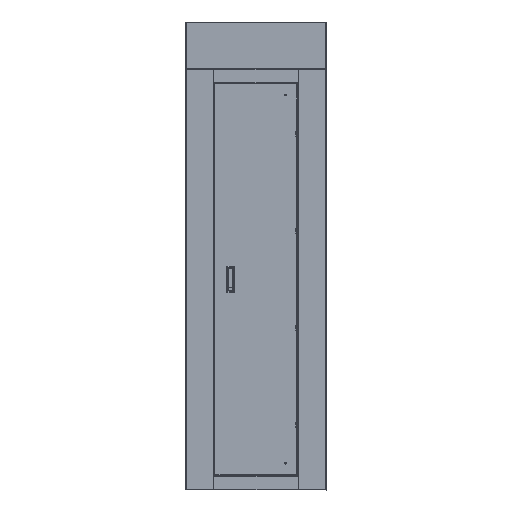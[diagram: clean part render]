
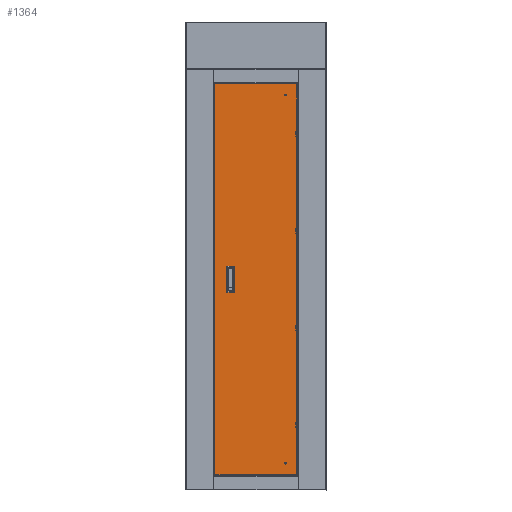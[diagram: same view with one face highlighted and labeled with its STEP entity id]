
A CAD part, top view. The second image highlights one B-rep face of the part: STEP entity #1364.
In plain terms, the highlighted planar face has unit normal (0, 0, 1).
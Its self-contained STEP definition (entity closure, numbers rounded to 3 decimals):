
#1095 = EDGE_CURVE ( 'NONE', #29071, #1735, #20878, .T. ) ;
#1364 = ADVANCED_FACE ( 'NONE', ( #26978, #71356 ), #48739, .F. ) ;
#1735 = VERTEX_POINT ( 'NONE', #8369 ) ;
#3111 = CARTESIAN_POINT ( 'NONE',  ( 286.612, -869.555, 1340.667 ) ) ;
#3435 = VECTOR ( 'NONE', #32918, 1000. ) ;
#3762 = CARTESIAN_POINT ( 'NONE',  ( -65.388, 804.445, 1340.667 ) ) ;
#3864 = VERTEX_POINT ( 'NONE', #7404 ) ;
#6721 = AXIS2_PLACEMENT_3D ( 'NONE', #55696, #16166, #62238 ) ;
#7404 = CARTESIAN_POINT ( 'NONE',  ( 286.612, 804.445, 1340.667 ) ) ;
#8369 = CARTESIAN_POINT ( 'NONE',  ( 17.612, -87.555, 1340.667 ) ) ;
#8885 = VERTEX_POINT ( 'NONE', #57989 ) ;
#10147 = CARTESIAN_POINT ( 'NONE',  ( 17.612, -86.555, 1340.667 ) ) ;
#10233 = CARTESIAN_POINT ( 'NONE',  ( 18.612, 21.445, 1340.667 ) ) ;
#15262 = VECTOR ( 'NONE', #49798, 1000. ) ;
#15713 = CARTESIAN_POINT ( 'NONE',  ( -14.388, -86.555, 1340.667 ) ) ;
#16166 = DIRECTION ( 'NONE',  ( 0., 0., -1. ) ) ;
#16731 = DIRECTION ( 'NONE',  ( -1., 0., 0. ) ) ;
#17588 = CARTESIAN_POINT ( 'NONE',  ( -67.388, 804.445, 1340.667 ) ) ;
#17624 = LINE ( 'NONE', #47134, #66065 ) ;
#18160 = VECTOR ( 'NONE', #28262, 1000. ) ;
#18938 = DIRECTION ( 'NONE',  ( 0., 0., -1. ) ) ;
#19683 = CARTESIAN_POINT ( 'NONE',  ( -15.388, -87.555, 1340.667 ) ) ;
#20878 = LINE ( 'NONE', #19683, #3435 ) ;
#21558 = ORIENTED_EDGE ( 'NONE', *, *, #47151, .F. ) ;
#22295 = DIRECTION ( 'NONE',  ( -1., 0., 0. ) ) ;
#23287 = CARTESIAN_POINT ( 'NONE',  ( -14.388, -87.555, 1340.667 ) ) ;
#23847 = DIRECTION ( 'NONE',  ( 0., 0., -1. ) ) ;
#24317 = VERTEX_POINT ( 'NONE', #49508 ) ;
#25066 = CARTESIAN_POINT ( 'NONE',  ( -15.388, -87.555, 1340.667 ) ) ;
#25362 = CARTESIAN_POINT ( 'NONE',  ( -15.388, -86.555, 1340.667 ) ) ;
#26310 = EDGE_CURVE ( 'NONE', #78868, #3864, #33040, .T. ) ;
#26978 = FACE_BOUND ( 'NONE', #36907, .T. ) ;
#27289 = AXIS2_PLACEMENT_3D ( 'NONE', #15713, #61787, #22295 ) ;
#28262 = DIRECTION ( 'NONE',  ( -1., 0., 0. ) ) ;
#29071 = VERTEX_POINT ( 'NONE', #23287 ) ;
#31435 = CARTESIAN_POINT ( 'NONE',  ( -67.388, 804.445, 1340.667 ) ) ;
#31740 = DIRECTION ( 'NONE',  ( 0., -1., 0. ) ) ;
#32918 = DIRECTION ( 'NONE',  ( 1., 0., 0. ) ) ;
#33040 = LINE ( 'NONE', #63834, #63958 ) ;
#34552 = EDGE_CURVE ( 'NONE', #24317, #8885, #51565, .T. ) ;
#36420 = EDGE_CURVE ( 'NONE', #68071, #8885, #17624, .T. ) ;
#36907 = EDGE_LOOP ( 'NONE', ( #52161, #51097, #74141, #63712, #57349, #56089, #38788, #61498 ) ) ;
#38788 = ORIENTED_EDGE ( 'NONE', *, *, #1095, .F. ) ;
#39073 = DIRECTION ( 'NONE',  ( 0., 1., 0. ) ) ;
#40388 = LINE ( 'NONE', #25066, #42445 ) ;
#42424 = AXIS2_PLACEMENT_3D ( 'NONE', #10147, #56230, #16731 ) ;
#42445 = VECTOR ( 'NONE', #31740, 1000. ) ;
#43157 = EDGE_CURVE ( 'NONE', #78868, #43976, #68688, .T. ) ;
#43976 = VERTEX_POINT ( 'NONE', #63584 ) ;
#47134 = CARTESIAN_POINT ( 'NONE',  ( -15.388, 22.445, 1340.667 ) ) ;
#47151 = EDGE_CURVE ( 'NONE', #43976, #72484, #84335, .T. ) ;
#48503 = CIRCLE ( 'NONE', #27289, 1. ) ;
#48608 = VERTEX_POINT ( 'NONE', #10233 ) ;
#48739 = PLANE ( 'NONE',  #6721 ) ;
#49245 = VECTOR ( 'NONE', #77581, 1000. ) ;
#49508 = CARTESIAN_POINT ( 'NONE',  ( -15.388, 21.445, 1340.667 ) ) ;
#49798 = DIRECTION ( 'NONE',  ( 1., 0., 0. ) ) ;
#50097 = VERTEX_POINT ( 'NONE', #85407 ) ;
#50621 = DIRECTION ( 'NONE',  ( 0., 1., 0. ) ) ;
#51097 = ORIENTED_EDGE ( 'NONE', *, *, #34552, .T. ) ;
#51276 = EDGE_LOOP ( 'NONE', ( #65626, #77895, #56932, #21558 ) ) ;
#51565 = CIRCLE ( 'NONE', #62544, 1. ) ;
#52161 = ORIENTED_EDGE ( 'NONE', *, *, #74044, .F. ) ;
#53795 = DIRECTION ( 'NONE',  ( -1., 0., 0. ) ) ;
#53816 = EDGE_CURVE ( 'NONE', #29071, #65211, #48503, .T. ) ;
#55696 = CARTESIAN_POINT ( 'NONE',  ( 283.612, -866.555, 1340.667 ) ) ;
#56089 = ORIENTED_EDGE ( 'NONE', *, *, #62105, .T. ) ;
#56230 = DIRECTION ( 'NONE',  ( 0., 0., -1. ) ) ;
#56932 = ORIENTED_EDGE ( 'NONE', *, *, #79977, .F. ) ;
#57349 = ORIENTED_EDGE ( 'NONE', *, *, #67393, .F. ) ;
#57989 = CARTESIAN_POINT ( 'NONE',  ( -14.388, 22.445, 1340.667 ) ) ;
#58412 = CARTESIAN_POINT ( 'NONE',  ( -14.388, 21.445, 1340.667 ) ) ;
#59556 = LINE ( 'NONE', #3762, #15262 ) ;
#59645 = VECTOR ( 'NONE', #39073, 1000. ) ;
#61498 = ORIENTED_EDGE ( 'NONE', *, *, #53816, .T. ) ;
#61787 = DIRECTION ( 'NONE',  ( 0., 0., -1. ) ) ;
#62105 = EDGE_CURVE ( 'NONE', #50097, #1735, #69958, .T. ) ;
#62238 = DIRECTION ( 'NONE',  ( -1., 0., 0. ) ) ;
#62544 = AXIS2_PLACEMENT_3D ( 'NONE', #58412, #18938, #65043 ) ;
#63322 = CARTESIAN_POINT ( 'NONE',  ( 17.612, 21.445, 1340.667 ) ) ;
#63584 = CARTESIAN_POINT ( 'NONE',  ( -67.388, -869.555, 1340.667 ) ) ;
#63664 = AXIS2_PLACEMENT_3D ( 'NONE', #63322, #23847, #70020 ) ;
#63712 = ORIENTED_EDGE ( 'NONE', *, *, #70655, .T. ) ;
#63834 = CARTESIAN_POINT ( 'NONE',  ( 286.612, 800.445, 1340.667 ) ) ;
#63958 = VECTOR ( 'NONE', #50621, 1000. ) ;
#65043 = DIRECTION ( 'NONE',  ( -1., 0., 0. ) ) ;
#65211 = VERTEX_POINT ( 'NONE', #25362 ) ;
#65626 = ORIENTED_EDGE ( 'NONE', *, *, #43157, .F. ) ;
#66065 = VECTOR ( 'NONE', #53795, 1000. ) ;
#67393 = EDGE_CURVE ( 'NONE', #50097, #48608, #77197, .T. ) ;
#67788 = CARTESIAN_POINT ( 'NONE',  ( -67.388, -869.555, 1340.667 ) ) ;
#68071 = VERTEX_POINT ( 'NONE', #79879 ) ;
#68688 = LINE ( 'NONE', #67788, #18160 ) ;
#69958 = CIRCLE ( 'NONE', #42424, 1. ) ;
#70020 = DIRECTION ( 'NONE',  ( -1., 0., 0. ) ) ;
#70655 = EDGE_CURVE ( 'NONE', #68071, #48608, #83429, .T. ) ;
#71356 = FACE_OUTER_BOUND ( 'NONE', #51276, .T. ) ;
#72484 = VERTEX_POINT ( 'NONE', #17588 ) ;
#74044 = EDGE_CURVE ( 'NONE', #24317, #65211, #40388, .T. ) ;
#74141 = ORIENTED_EDGE ( 'NONE', *, *, #36420, .F. ) ;
#77197 = LINE ( 'NONE', #84958, #59645 ) ;
#77581 = DIRECTION ( 'NONE',  ( 0., 1., 0. ) ) ;
#77895 = ORIENTED_EDGE ( 'NONE', *, *, #26310, .T. ) ;
#78868 = VERTEX_POINT ( 'NONE', #3111 ) ;
#79879 = CARTESIAN_POINT ( 'NONE',  ( 17.612, 22.445, 1340.667 ) ) ;
#79977 = EDGE_CURVE ( 'NONE', #72484, #3864, #59556, .T. ) ;
#83429 = CIRCLE ( 'NONE', #63664, 1. ) ;
#84335 = LINE ( 'NONE', #31435, #49245 ) ;
#84958 = CARTESIAN_POINT ( 'NONE',  ( 18.612, -87.555, 1340.667 ) ) ;
#85407 = CARTESIAN_POINT ( 'NONE',  ( 18.612, -86.555, 1340.667 ) ) ;
